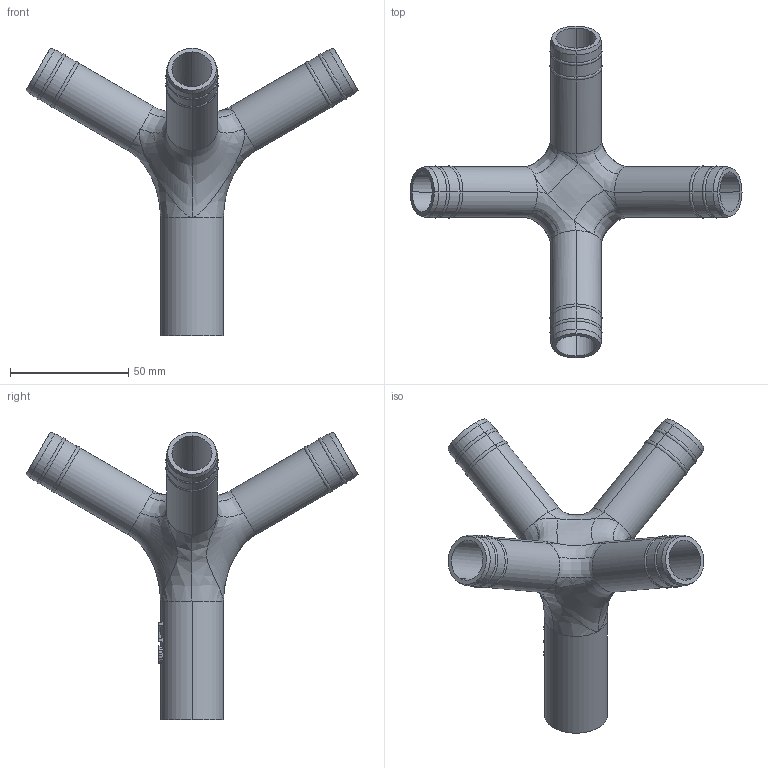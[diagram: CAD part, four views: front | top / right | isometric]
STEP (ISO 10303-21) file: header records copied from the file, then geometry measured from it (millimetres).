
FILE_DESCRIPTION((''),'2;1');
FILE_NAME('4WAY_SPLITTER_WIZARDRY_V1','2020-03-26T14:04:03',('W05-PC'),(''),'CREO PARAMETRIC BY PTC INC, 2016510','CREO PARAMETRIC BY PTC INC, 2016510','');
FILE_SCHEMA(('CONFIG_CONTROL_DESIGN'));
Length unit declared in the file: millimetre
Products named in the file (1): 4WAY_SPLITTER_WIZARDRY_V1
Bounding box: 140.15 x 140.15 x 121.38 mm (x, y, z)
Volume: 48911.8 mm3; surface area: 43237.9 mm2
Topology: 1 solids, 1 shells, 154 faces, 363 edges, 210 vertices
Faces by surface type: plane 42, bspline 42, cylinder 40, torus 20, cone 10
Entity records: 10998 total; most frequent: CARTESIAN_POINT 7684, ORIENTED_EDGE 726, DIRECTION 608, EDGE_CURVE 363, AXIS2_PLACEMENT_3D 240, VERTEX_POINT 210, EDGE_LOOP 161, FACE_OUTER_BOUND 154
